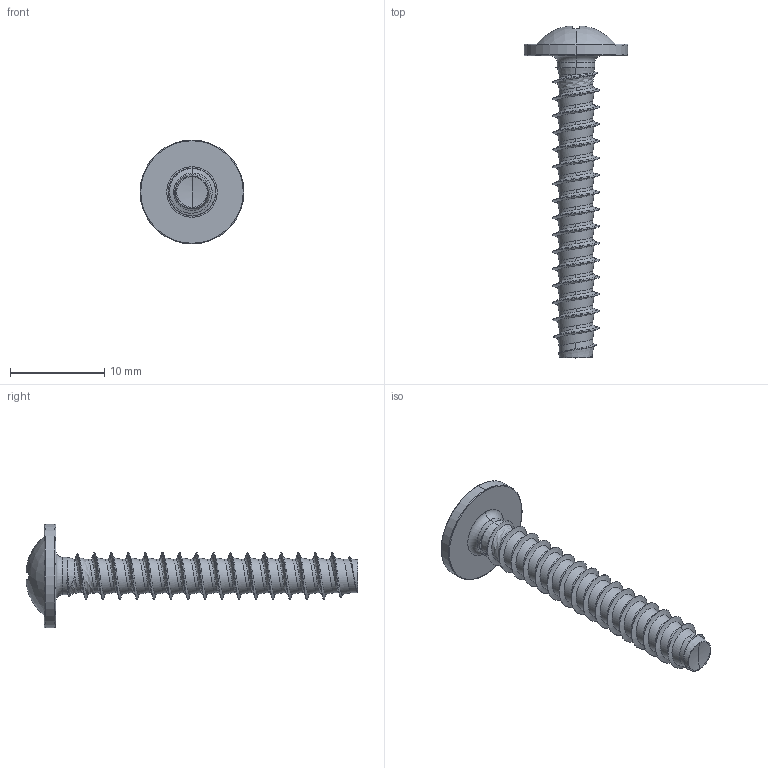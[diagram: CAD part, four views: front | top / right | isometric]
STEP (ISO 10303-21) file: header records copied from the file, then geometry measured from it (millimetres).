
FILE_DESCRIPTION (( 'STEP AP203' ), '1' );
FILE_NAME ('STP310500320.STEP', '2020-09-03T18:40:31', ( '' ), ( '' ), 'SwSTEP 2.0', 'SolidWorks 2015', '' );
FILE_SCHEMA (( 'CONFIG_CONTROL_DESIGN' ));
Length unit declared in the file: millimetre
Products named in the file (2): STP310500320
Bounding box: 11 x 35.14 x 11 mm (x, y, z)
Volume: 535.5 mm3; surface area: 844 mm2
Topology: 1 solids, 1 shells, 199 faces, 464 edges, 268 vertices
Faces by surface type: cylinder 59, bspline 51, torus 30, sphere 28, plane 23, cone 8
Entity records: 36417 total; most frequent: CARTESIAN_POINT 32205, ORIENTED_EDGE 924, DIRECTION 779, EDGE_CURVE 462, AXIS2_PLACEMENT_3D 344, VERTEX_POINT 268, EDGE_LOOP 202, FACE_OUTER_BOUND 199
